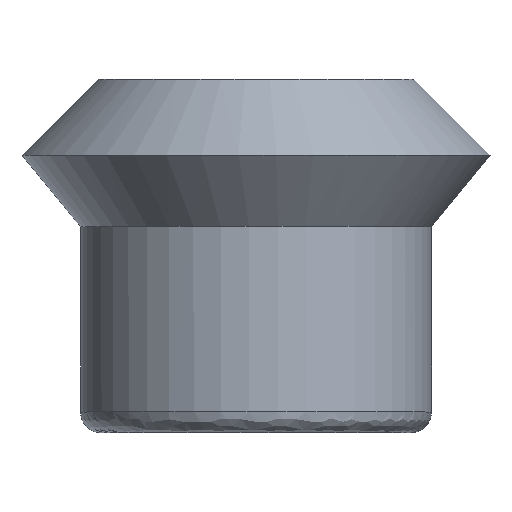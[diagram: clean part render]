
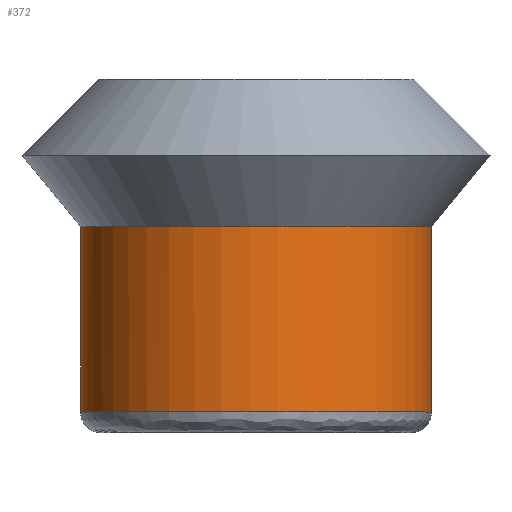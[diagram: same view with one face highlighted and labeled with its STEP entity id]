
A CAD part, top view. The second image highlights one B-rep face of the part: STEP entity #372.
In plain terms, the highlighted free-form (B-spline) face has degree [3, 1] with [4, 2] control points.
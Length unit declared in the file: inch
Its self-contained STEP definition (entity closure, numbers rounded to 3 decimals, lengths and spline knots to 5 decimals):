
#41=CARTESIAN_POINT('',(0.375,0.44,0.));
#51=CARTESIAN_POINT('',(-0.375,0.44,0.));
#52=CARTESIAN_POINT('',(-0.375,0.44,0.03125));
#53=CARTESIAN_POINT('',(-0.36751,0.44,0.10184));
#54=CARTESIAN_POINT('',(-0.32059,0.44,0.20587));
#55=CARTESIAN_POINT('',(-0.24943,0.44,0.28406));
#56=CARTESIAN_POINT('',(-0.17891,0.44,0.33354));
#57=CARTESIAN_POINT('',(-0.09373,0.44,0.36706));
#58=CARTESIAN_POINT('',(0.,0.44,0.37897));
#59=CARTESIAN_POINT('',(0.09373,0.44,0.36706));
#60=CARTESIAN_POINT('',(0.17891,0.44,0.33354));
#61=CARTESIAN_POINT('',(0.24943,0.44,0.28406));
#62=CARTESIAN_POINT('',(0.32059,0.44,0.20587));
#63=CARTESIAN_POINT('',(0.36751,0.44,0.10184));
#64=CARTESIAN_POINT('',(0.375,0.44,0.03125));
#65=CARTESIAN_POINT('',(0.375,0.44,0.));
#67=DIRECTION('',(0.,-1.,0.));
#68=VECTOR('',#67,0.396);
#69=CARTESIAN_POINT('',(0.375,0.44,0.));
#70=LINE('',#69,#68);
#87=DIRECTION('',(0.,-1.,0.));
#88=VECTOR('',#87,0.396);
#89=CARTESIAN_POINT('',(-0.375,0.44,0.));
#90=LINE('',#89,#88);
#113=CARTESIAN_POINT('',(-0.375,0.044,0.));
#115=CARTESIAN_POINT('',(-0.375,0.044,0.));
#116=CARTESIAN_POINT('',(-0.375,0.044,0.00037));
#117=CARTESIAN_POINT('',(-0.375,0.044,0.00074));
#118=CARTESIAN_POINT('',(-0.375,0.044,0.00111));
#120=CARTESIAN_POINT('',(-0.375,0.044,0.00111));
#121=CARTESIAN_POINT('',(-0.37491,0.044,0.03231));
#122=CARTESIAN_POINT('',(-0.36723,0.044,0.10276));
#123=CARTESIAN_POINT('',(-0.32017,0.044,0.20648));
#124=CARTESIAN_POINT('',(-0.24904,0.044,0.28439));
#125=CARTESIAN_POINT('',(-0.17862,0.044,0.33369));
#126=CARTESIAN_POINT('',(-0.09358,0.044,0.36709));
#127=CARTESIAN_POINT('',(0.,0.044,0.37896));
#128=CARTESIAN_POINT('',(0.09361,0.044,0.36709));
#129=CARTESIAN_POINT('',(0.17873,0.044,0.33363));
#130=CARTESIAN_POINT('',(0.24926,0.044,0.28422));
#131=CARTESIAN_POINT('',(0.32047,0.044,0.20607));
#132=CARTESIAN_POINT('',(0.36749,0.044,0.10198));
#133=CARTESIAN_POINT('',(0.375,0.044,0.0313));
#134=CARTESIAN_POINT('',(0.375,0.044,0.));
#280=VERTEX_POINT('',#120);
#281=VERTEX_POINT('',#134);
#285=VERTEX_POINT('',#113);
#286=VERTEX_POINT('',#41);
#287=CARTESIAN_POINT('',(-0.375,0.44,0.));
#288=VERTEX_POINT('',#287);
#352=CARTESIAN_POINT('',(-0.37481,0.03608,-0.01178));
#353=CARTESIAN_POINT('',(-0.37481,0.44792,-0.01178));
#354=CARTESIAN_POINT('',(-0.39991,0.03608,0.78649));
#355=CARTESIAN_POINT('',(-0.39991,0.44792,0.78649));
#356=CARTESIAN_POINT('',(0.39918,0.03608,0.78771));
#357=CARTESIAN_POINT('',(0.39918,0.44792,0.78771));
#358=CARTESIAN_POINT('',(0.37483,0.03608,-0.01142));
#359=CARTESIAN_POINT('',(0.37483,0.44792,-0.01142));
#360=(BOUNDED_SURFACE()B_SPLINE_SURFACE(3,1,((#352,#353),(#354,#355),(#356,
#357),(#358,#359)),.UNSPECIFIED.,.F.,.F.,.F.)B_SPLINE_SURFACE_WITH_KNOTS((4,4),(
2,2),(-0.01596,1.01547),(-0.02,1.02),.UNSPECIFIED.)GEOMETRIC_REPRESENTATION_ITEM()RATIONAL_B_SPLINE_SURFACE(((1.032,
1.032),(0.323,0.323),(0.323,
0.323),(1.031,1.031)))REPRESENTATION_ITEM('')SURFACE());
#362=ORIENTED_EDGE('',*,*,#361,.F.);
#363=ORIENTED_EDGE('',*,*,#344,.T.);
#365=ORIENTED_EDGE('',*,*,#364,.T.);
#367=ORIENTED_EDGE('',*,*,#366,.F.);
#369=ORIENTED_EDGE('',*,*,#368,.F.);
#370=EDGE_LOOP('',(#362,#363,#365,#367,#369));
#371=FACE_OUTER_BOUND('',#370,.F.);
#66=B_SPLINE_CURVE_WITH_KNOTS('',3,(#51,#52,#53,#54,#55,#56,#57,#58,#59,#60,#61,
#62,#63,#64,#65),.UNSPECIFIED.,.F.,.F.,(4,1,1,1,1,1,1,1,1,1,1,1,4),(0.,
0.125,0.25,0.3125,0.375,0.4375,0.5,0.5625,0.625,0.6875,0.75,
0.875,1.),.UNSPECIFIED.);
#119=B_SPLINE_CURVE_WITH_KNOTS('',3,(#115,#116,#117,#118),.UNSPECIFIED.,.F.,.F.,
(4,4),(0.,1.),.UNSPECIFIED.);
#135=B_SPLINE_CURVE_WITH_KNOTS('',3,(#120,#121,#122,#123,#124,#125,#126,#127,
#128,#129,#130,#131,#132,#133,#134),.UNSPECIFIED.,.F.,.F.,(4,1,1,1,1,1,1,1,1,1,
1,1,4),(0.,0.125,0.25,0.3125,0.375,0.4375,0.5,0.5625,0.625,
0.6875,0.75,0.875,1.),.UNSPECIFIED.);
#344=EDGE_CURVE('',#288,#286,#66,.T.);
#361=EDGE_CURVE('',#288,#285,#90,.T.);
#364=EDGE_CURVE('',#286,#281,#70,.T.);
#366=EDGE_CURVE('',#280,#281,#135,.T.);
#368=EDGE_CURVE('',#285,#280,#119,.T.);
#372=ADVANCED_FACE('',(#371),#360,.T.);
